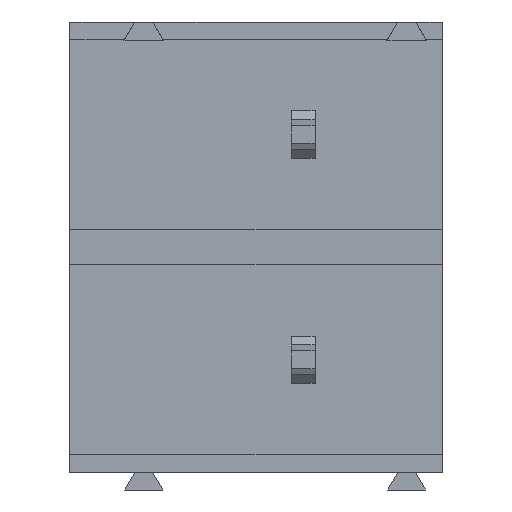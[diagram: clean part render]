
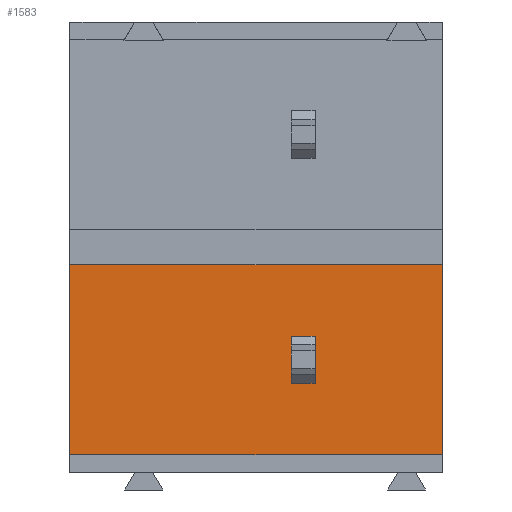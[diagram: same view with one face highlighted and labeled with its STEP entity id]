
A CAD part, front view. The second image highlights one B-rep face of the part: STEP entity #1583.
In plain terms, the highlighted planar face has unit normal (0, -1, 0).
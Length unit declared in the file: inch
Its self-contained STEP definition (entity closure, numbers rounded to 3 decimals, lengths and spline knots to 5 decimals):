
#54 = CARTESIAN_POINT ( 'NONE',  ( -0.00197, 0.03543, -0.2685 ) ) ;
#147 = CARTESIAN_POINT ( 'NONE',  ( 0.49606, 0.03543, -0.42638 ) ) ;
#197 = CARTESIAN_POINT ( 'NONE',  ( -0.00197, 0.03543, -0.3315 ) ) ;
#364 = VECTOR ( 'NONE', #699, 39.37008 ) ;
#482 = VERTEX_POINT ( 'NONE', #786 ) ;
#521 = DIRECTION ( 'NONE',  ( 1., 0., 0. ) ) ;
#528 = ORIENTED_EDGE ( 'NONE', *, *, #4853, .T. ) ;
#699 = DIRECTION ( 'NONE',  ( 1., 0., 0. ) ) ;
#711 = PLANE ( 'NONE',  #3583 ) ;
#786 = CARTESIAN_POINT ( 'NONE',  ( 0.49606, 0.03543, -0.17362 ) ) ;
#859 = DIRECTION ( 'NONE',  ( 0., 0., 1. ) ) ;
#1006 = ORIENTED_EDGE ( 'NONE', *, *, #2179, .F. ) ;
#1189 = DIRECTION ( 'NONE',  ( 0., 0., 1. ) ) ;
#1222 = DIRECTION ( 'NONE',  ( 1., 0., 0. ) ) ;
#1268 = CARTESIAN_POINT ( 'NONE',  ( 0.29528, 0.03543, -0.2685 ) ) ;
#1435 = VECTOR ( 'NONE', #3892, 39.37008 ) ;
#1439 = ORIENTED_EDGE ( 'NONE', *, *, #3820, .T. ) ;
#1583 = ADVANCED_FACE ( 'NONE', ( #2483, #5792 ), #711, .F. ) ;
#1624 = VECTOR ( 'NONE', #5131, 39.37008 ) ;
#1763 = VERTEX_POINT ( 'NONE', #3175 ) ;
#1850 = LINE ( 'NONE', #54, #2066 ) ;
#2012 = CARTESIAN_POINT ( 'NONE',  ( 0.32677, 0.03543, -0.3315 ) ) ;
#2059 = LINE ( 'NONE', #3503, #2948 ) ;
#2063 = LINE ( 'NONE', #2508, #1624 ) ;
#2066 = VECTOR ( 'NONE', #521, 39.37008 ) ;
#2129 = VERTEX_POINT ( 'NONE', #4849 ) ;
#2179 = EDGE_CURVE ( 'NONE', #3757, #1763, #4597, .T. ) ;
#2209 = CARTESIAN_POINT ( 'NONE',  ( 0.32677, 0.03543, -0.31969 ) ) ;
#2333 = VERTEX_POINT ( 'NONE', #4972 ) ;
#2483 = FACE_OUTER_BOUND ( 'NONE', #5424, .T. ) ;
#2508 = CARTESIAN_POINT ( 'NONE',  ( 0.49606, 0.03543, -0.42638 ) ) ;
#2537 = EDGE_CURVE ( 'NONE', #3757, #2129, #2625, .T. ) ;
#2549 = EDGE_CURVE ( 'NONE', #5271, #482, #2903, .T. ) ;
#2613 = ORIENTED_EDGE ( 'NONE', *, *, #4411, .T. ) ;
#2625 = LINE ( 'NONE', #197, #1435 ) ;
#2740 = ORIENTED_EDGE ( 'NONE', *, *, #2537, .T. ) ;
#2903 = LINE ( 'NONE', #3832, #364 ) ;
#2948 = VECTOR ( 'NONE', #1222, 39.37008 ) ;
#2959 = ORIENTED_EDGE ( 'NONE', *, *, #2549, .F. ) ;
#3144 = CARTESIAN_POINT ( 'NONE',  ( 0., 0.03543, -0.17362 ) ) ;
#3168 = DIRECTION ( 'NONE',  ( 0., 0., -1. ) ) ;
#3175 = CARTESIAN_POINT ( 'NONE',  ( 0.32677, 0.03543, -0.2685 ) ) ;
#3440 = ORIENTED_EDGE ( 'NONE', *, *, #3632, .T. ) ;
#3503 = CARTESIAN_POINT ( 'NONE',  ( -0.00197, 0.03543, -0.42638 ) ) ;
#3583 = AXIS2_PLACEMENT_3D ( 'NONE', #4281, #5216, #1189 ) ;
#3632 = EDGE_CURVE ( 'NONE', #4585, #482, #2063, .T. ) ;
#3757 = VERTEX_POINT ( 'NONE', #2012 ) ;
#3787 = VECTOR ( 'NONE', #3168, 39.37008 ) ;
#3820 = EDGE_CURVE ( 'NONE', #2333, #4585, #2059, .T. ) ;
#3832 = CARTESIAN_POINT ( 'NONE',  ( -0.00197, 0.03543, -0.17362 ) ) ;
#3892 = DIRECTION ( 'NONE',  ( -1., 0., 0. ) ) ;
#4281 = CARTESIAN_POINT ( 'NONE',  ( -0.00197, 0.03543, -0.42638 ) ) ;
#4411 = EDGE_CURVE ( 'NONE', #2129, #5184, #4846, .T. ) ;
#4585 = VERTEX_POINT ( 'NONE', #147 ) ;
#4597 = LINE ( 'NONE', #2209, #5648 ) ;
#4694 = LINE ( 'NONE', #5853, #3787 ) ;
#4749 = EDGE_CURVE ( 'NONE', #5184, #1763, #1850, .T. ) ;
#4846 = LINE ( 'NONE', #4851, #5710 ) ;
#4849 = CARTESIAN_POINT ( 'NONE',  ( 0.29528, 0.03543, -0.3315 ) ) ;
#4851 = CARTESIAN_POINT ( 'NONE',  ( 0.29528, 0.03543, -0.31969 ) ) ;
#4853 = EDGE_CURVE ( 'NONE', #5271, #2333, #4694, .T. ) ;
#4918 = DIRECTION ( 'NONE',  ( 0., 0., 1. ) ) ;
#4972 = CARTESIAN_POINT ( 'NONE',  ( 0., 0.03543, -0.42638 ) ) ;
#5013 = EDGE_LOOP ( 'NONE', ( #1006, #2740, #2613, #5755 ) ) ;
#5131 = DIRECTION ( 'NONE',  ( 0., 0., 1. ) ) ;
#5184 = VERTEX_POINT ( 'NONE', #1268 ) ;
#5216 = DIRECTION ( 'NONE',  ( 0., 1., 0. ) ) ;
#5271 = VERTEX_POINT ( 'NONE', #3144 ) ;
#5424 = EDGE_LOOP ( 'NONE', ( #528, #1439, #3440, #2959 ) ) ;
#5648 = VECTOR ( 'NONE', #859, 39.37008 ) ;
#5710 = VECTOR ( 'NONE', #4918, 39.37008 ) ;
#5755 = ORIENTED_EDGE ( 'NONE', *, *, #4749, .T. ) ;
#5792 = FACE_BOUND ( 'NONE', #5013, .T. ) ;
#5853 = CARTESIAN_POINT ( 'NONE',  ( 0., 0.03543, 0.45 ) ) ;
